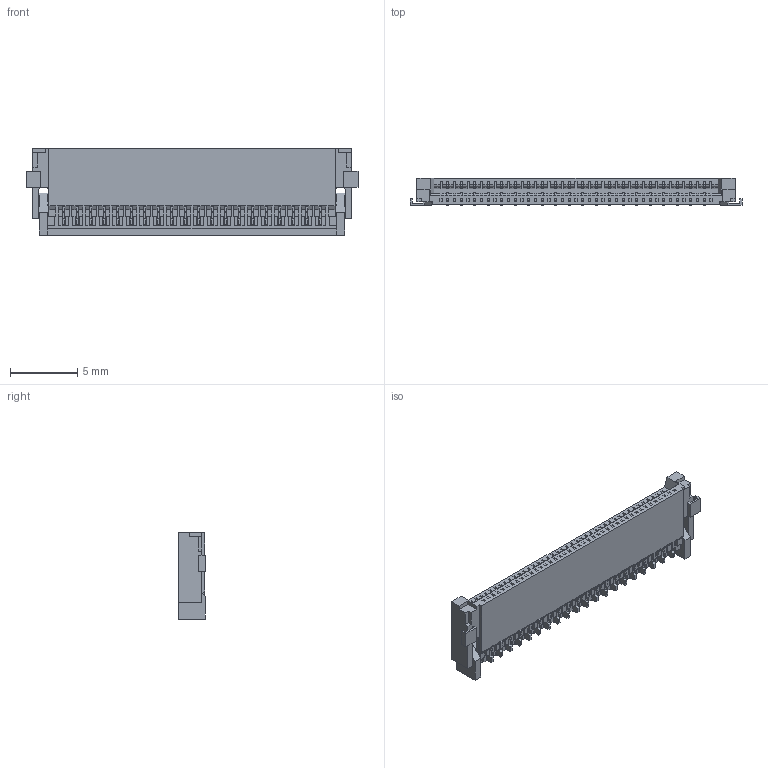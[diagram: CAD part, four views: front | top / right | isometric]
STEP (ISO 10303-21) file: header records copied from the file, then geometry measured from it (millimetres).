
FILE_DESCRIPTION(('STEP AP203'),'1');
FILE_NAME('xf3m_1_-2015-1b.stp','2021-06-21T08:41:11',('TraceParts'),('TraceParts S.A.'),'Spatial InterOp 3D',' ',' ');
FILE_SCHEMA(('CONFIG_CONTROL_DESIGN'));
Length unit declared in the file: millimetre
Products named in the file (1): 1
Bounding box: 24.6 x 2 x 6.4 mm (x, y, z)
Volume: 180.3 mm3; surface area: 839.5 mm2
Topology: 1 solids, 1 shells, 1927 faces, 5387 edges, 3508 vertices
Faces by surface type: plane 1861, cylinder 66
Entity records: 60501 total; most frequent: CARTESIAN_POINT 10823, ORIENTED_EDGE 10774, DIRECTION 9375, EDGE_CURVE 5387, LINE 5255, VECTOR 5255, VERTEX_POINT 3508, AXIS2_PLACEMENT_3D 2060
